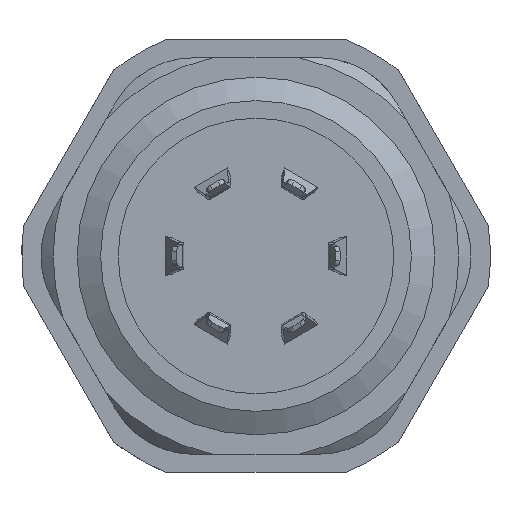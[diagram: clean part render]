
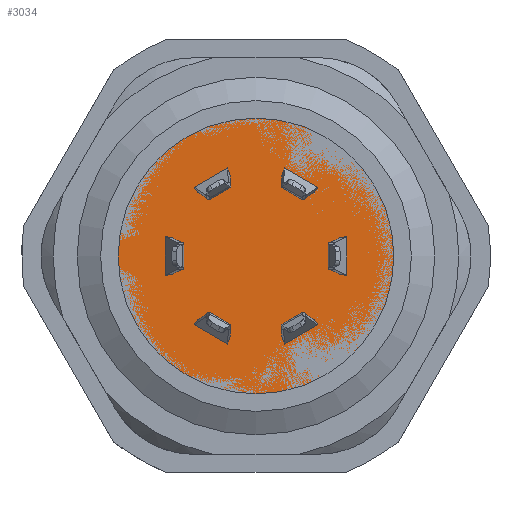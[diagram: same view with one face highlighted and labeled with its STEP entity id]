
A CAD part, front view. The second image highlights one B-rep face of the part: STEP entity #3034.
In plain terms, the highlighted planar face has unit normal (0, -1, 0).
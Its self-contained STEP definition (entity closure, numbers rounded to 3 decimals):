
#376=FACE_BOUND('',#1081,.T.);
#377=FACE_BOUND('',#1082,.T.);
#378=FACE_BOUND('',#1083,.T.);
#379=FACE_BOUND('',#1084,.T.);
#380=FACE_BOUND('',#1085,.T.);
#381=FACE_BOUND('',#1086,.T.);
#390=LINE('',#4316,#649);
#391=LINE('',#4318,#650);
#392=LINE('',#4320,#651);
#393=LINE('',#4321,#652);
#394=LINE('',#4324,#653);
#395=LINE('',#4326,#654);
#396=LINE('',#4328,#655);
#397=LINE('',#4329,#656);
#398=LINE('',#4332,#657);
#399=LINE('',#4334,#658);
#400=LINE('',#4336,#659);
#401=LINE('',#4337,#660);
#402=LINE('',#4340,#661);
#403=LINE('',#4342,#662);
#404=LINE('',#4344,#663);
#405=LINE('',#4345,#664);
#406=LINE('',#4348,#665);
#407=LINE('',#4350,#666);
#408=LINE('',#4352,#667);
#409=LINE('',#4353,#668);
#410=LINE('',#4356,#669);
#411=LINE('',#4358,#670);
#412=LINE('',#4360,#671);
#413=LINE('',#4361,#672);
#649=VECTOR('',#3508,10.);
#650=VECTOR('',#3509,10.);
#651=VECTOR('',#3510,10.);
#652=VECTOR('',#3511,10.);
#653=VECTOR('',#3512,10.);
#654=VECTOR('',#3513,10.);
#655=VECTOR('',#3514,10.);
#656=VECTOR('',#3515,10.);
#657=VECTOR('',#3516,10.);
#658=VECTOR('',#3517,10.);
#659=VECTOR('',#3518,10.);
#660=VECTOR('',#3519,10.);
#661=VECTOR('',#3520,10.);
#662=VECTOR('',#3521,10.);
#663=VECTOR('',#3522,10.);
#664=VECTOR('',#3523,10.);
#665=VECTOR('',#3524,10.);
#666=VECTOR('',#3525,10.);
#667=VECTOR('',#3526,10.);
#668=VECTOR('',#3527,10.);
#669=VECTOR('',#3528,10.);
#670=VECTOR('',#3529,10.);
#671=VECTOR('',#3530,10.);
#672=VECTOR('',#3531,10.);
#909=FACE_OUTER_BOUND('',#1080,.T.);
#1080=EDGE_LOOP('',(#2080));
#1081=EDGE_LOOP('',(#2081,#2082,#2083,#2084));
#1082=EDGE_LOOP('',(#2085,#2086,#2087,#2088));
#1083=EDGE_LOOP('',(#2089,#2090,#2091,#2092));
#1084=EDGE_LOOP('',(#2093,#2094,#2095,#2096));
#1085=EDGE_LOOP('',(#2097,#2098,#2099,#2100));
#1086=EDGE_LOOP('',(#2101,#2102,#2103,#2104));
#1265=CIRCLE('',#3227,7.65);
#1367=VERTEX_POINT('',#4312);
#1368=VERTEX_POINT('',#4314);
#1369=VERTEX_POINT('',#4315);
#1370=VERTEX_POINT('',#4317);
#1371=VERTEX_POINT('',#4319);
#1372=VERTEX_POINT('',#4322);
#1373=VERTEX_POINT('',#4323);
#1374=VERTEX_POINT('',#4325);
#1375=VERTEX_POINT('',#4327);
#1376=VERTEX_POINT('',#4330);
#1377=VERTEX_POINT('',#4331);
#1378=VERTEX_POINT('',#4333);
#1379=VERTEX_POINT('',#4335);
#1380=VERTEX_POINT('',#4338);
#1381=VERTEX_POINT('',#4339);
#1382=VERTEX_POINT('',#4341);
#1383=VERTEX_POINT('',#4343);
#1384=VERTEX_POINT('',#4346);
#1385=VERTEX_POINT('',#4347);
#1386=VERTEX_POINT('',#4349);
#1387=VERTEX_POINT('',#4351);
#1388=VERTEX_POINT('',#4354);
#1389=VERTEX_POINT('',#4355);
#1390=VERTEX_POINT('',#4357);
#1391=VERTEX_POINT('',#4359);
#1647=EDGE_CURVE('',#1367,#1367,#1265,.T.);
#1648=EDGE_CURVE('',#1368,#1369,#390,.T.);
#1649=EDGE_CURVE('',#1370,#1368,#391,.T.);
#1650=EDGE_CURVE('',#1371,#1370,#392,.T.);
#1651=EDGE_CURVE('',#1369,#1371,#393,.T.);
#1652=EDGE_CURVE('',#1372,#1373,#394,.T.);
#1653=EDGE_CURVE('',#1374,#1372,#395,.T.);
#1654=EDGE_CURVE('',#1375,#1374,#396,.T.);
#1655=EDGE_CURVE('',#1373,#1375,#397,.T.);
#1656=EDGE_CURVE('',#1376,#1377,#398,.T.);
#1657=EDGE_CURVE('',#1378,#1376,#399,.T.);
#1658=EDGE_CURVE('',#1379,#1378,#400,.T.);
#1659=EDGE_CURVE('',#1377,#1379,#401,.T.);
#1660=EDGE_CURVE('',#1380,#1381,#402,.T.);
#1661=EDGE_CURVE('',#1382,#1380,#403,.T.);
#1662=EDGE_CURVE('',#1383,#1382,#404,.T.);
#1663=EDGE_CURVE('',#1381,#1383,#405,.T.);
#1664=EDGE_CURVE('',#1384,#1385,#406,.T.);
#1665=EDGE_CURVE('',#1386,#1384,#407,.T.);
#1666=EDGE_CURVE('',#1387,#1386,#408,.T.);
#1667=EDGE_CURVE('',#1385,#1387,#409,.T.);
#1668=EDGE_CURVE('',#1388,#1389,#410,.T.);
#1669=EDGE_CURVE('',#1390,#1388,#411,.T.);
#1670=EDGE_CURVE('',#1391,#1390,#412,.T.);
#1671=EDGE_CURVE('',#1389,#1391,#413,.T.);
#2080=ORIENTED_EDGE('',*,*,#1647,.F.);
#2081=ORIENTED_EDGE('',*,*,#1648,.F.);
#2082=ORIENTED_EDGE('',*,*,#1649,.F.);
#2083=ORIENTED_EDGE('',*,*,#1650,.F.);
#2084=ORIENTED_EDGE('',*,*,#1651,.F.);
#2085=ORIENTED_EDGE('',*,*,#1652,.F.);
#2086=ORIENTED_EDGE('',*,*,#1653,.F.);
#2087=ORIENTED_EDGE('',*,*,#1654,.F.);
#2088=ORIENTED_EDGE('',*,*,#1655,.F.);
#2089=ORIENTED_EDGE('',*,*,#1656,.F.);
#2090=ORIENTED_EDGE('',*,*,#1657,.F.);
#2091=ORIENTED_EDGE('',*,*,#1658,.F.);
#2092=ORIENTED_EDGE('',*,*,#1659,.F.);
#2093=ORIENTED_EDGE('',*,*,#1660,.F.);
#2094=ORIENTED_EDGE('',*,*,#1661,.F.);
#2095=ORIENTED_EDGE('',*,*,#1662,.F.);
#2096=ORIENTED_EDGE('',*,*,#1663,.F.);
#2097=ORIENTED_EDGE('',*,*,#1664,.F.);
#2098=ORIENTED_EDGE('',*,*,#1665,.F.);
#2099=ORIENTED_EDGE('',*,*,#1666,.F.);
#2100=ORIENTED_EDGE('',*,*,#1667,.F.);
#2101=ORIENTED_EDGE('',*,*,#1668,.F.);
#2102=ORIENTED_EDGE('',*,*,#1669,.F.);
#2103=ORIENTED_EDGE('',*,*,#1670,.F.);
#2104=ORIENTED_EDGE('',*,*,#1671,.F.);
#2944=PLANE('',#3226);
#3034=ADVANCED_FACE('',(#909,#376,#377,#378,#379,#380,#381),#2944,.T.);
#3226=AXIS2_PLACEMENT_3D('',#4311,#3504,#3505);
#3227=AXIS2_PLACEMENT_3D('',#4313,#3506,#3507);
#3504=DIRECTION('center_axis',(0.,-1.,0.));
#3505=DIRECTION('ref_axis',(0.,0.,-1.));
#3506=DIRECTION('center_axis',(0.,1.,0.));
#3507=DIRECTION('ref_axis',(1.,0.,0.));
#3508=DIRECTION('',(-0.993,0.,-0.119));
#3509=DIRECTION('',(0.,0.,1.));
#3510=DIRECTION('',(0.993,0.,-0.119));
#3511=DIRECTION('',(0.,0.,-1.));
#3512=DIRECTION('',(-0.599,0.,0.801));
#3513=DIRECTION('',(0.866,0.,0.5));
#3514=DIRECTION('',(0.394,0.,-0.919));
#3515=DIRECTION('',(-0.866,0.,-0.5));
#3516=DIRECTION('',(0.394,0.,0.919));
#3517=DIRECTION('',(0.866,0.,-0.5));
#3518=DIRECTION('',(-0.599,0.,-0.801));
#3519=DIRECTION('',(-0.866,0.,0.5));
#3520=DIRECTION('',(0.993,0.,0.119));
#3521=DIRECTION('',(0.,0.,-1.));
#3522=DIRECTION('',(-0.993,0.,0.119));
#3523=DIRECTION('',(0.,0.,1.));
#3524=DIRECTION('',(0.599,0.,-0.801));
#3525=DIRECTION('',(-0.866,0.,-0.5));
#3526=DIRECTION('',(-0.394,0.,0.919));
#3527=DIRECTION('',(0.866,0.,0.5));
#3528=DIRECTION('',(-0.394,0.,-0.919));
#3529=DIRECTION('',(-0.866,0.,0.5));
#3530=DIRECTION('',(0.599,0.,0.801));
#3531=DIRECTION('',(0.866,0.,-0.5));
#4311=CARTESIAN_POINT('Origin',(0.,-4.5,
0.));
#4312=CARTESIAN_POINT('',(-7.65,-4.5,0.));
#4313=CARTESIAN_POINT('Origin',(0.,-4.5,
0.));
#4314=CARTESIAN_POINT('',(5.028,-4.5,1.069));
#4315=CARTESIAN_POINT('',(4.682,-4.5,1.028));
#4316=CARTESIAN_POINT('',(3.084,-4.5,0.837));
#4317=CARTESIAN_POINT('',(5.028,-4.5,-1.069));
#4318=CARTESIAN_POINT('',(5.028,-4.5,0.));
#4319=CARTESIAN_POINT('',(4.682,-4.5,-1.028));
#4320=CARTESIAN_POINT('',(1.783,-4.5,-0.682));
#4321=CARTESIAN_POINT('',(4.682,-4.5,0.));
#4322=CARTESIAN_POINT('',(3.44,-4.5,-3.82));
#4323=CARTESIAN_POINT('',(3.231,-4.5,-3.541));
#4324=CARTESIAN_POINT('',(2.267,-4.5,-2.252));
#4325=CARTESIAN_POINT('',(1.588,-4.5,-4.889));
#4326=CARTESIAN_POINT('',(2.514,-4.5,-4.355));
#4327=CARTESIAN_POINT('',(1.451,-4.5,-4.569));
#4328=CARTESIAN_POINT('',(0.301,-4.5,-1.885));
#4329=CARTESIAN_POINT('',(2.341,-4.5,-4.055));
#4330=CARTESIAN_POINT('',(-1.588,-4.5,-4.889));
#4331=CARTESIAN_POINT('',(-1.451,-4.5,-4.569));
#4332=CARTESIAN_POINT('',(-0.817,-4.5,-3.089));
#4333=CARTESIAN_POINT('',(-3.44,-4.5,-3.82));
#4334=CARTESIAN_POINT('',(-2.514,-4.5,-4.355));
#4335=CARTESIAN_POINT('',(-3.231,-4.5,-3.541));
#4336=CARTESIAN_POINT('',(-1.482,-4.5,-1.203));
#4337=CARTESIAN_POINT('',(-2.341,-4.5,-4.055));
#4338=CARTESIAN_POINT('',(-5.028,-4.5,-1.069));
#4339=CARTESIAN_POINT('',(-4.682,-4.5,-1.028));
#4340=CARTESIAN_POINT('',(-3.084,-4.5,-0.837));
#4341=CARTESIAN_POINT('',(-5.028,-4.5,1.069));
#4342=CARTESIAN_POINT('',(-5.028,-4.5,0.));
#4343=CARTESIAN_POINT('',(-4.682,-4.5,1.028));
#4344=CARTESIAN_POINT('',(-1.783,-4.5,0.682));
#4345=CARTESIAN_POINT('',(-4.682,-4.5,0.));
#4346=CARTESIAN_POINT('',(-3.44,-4.5,3.82));
#4347=CARTESIAN_POINT('',(-3.231,-4.5,3.541));
#4348=CARTESIAN_POINT('',(-2.267,-4.5,2.252));
#4349=CARTESIAN_POINT('',(-1.588,-4.5,4.889));
#4350=CARTESIAN_POINT('',(-2.514,-4.5,4.355));
#4351=CARTESIAN_POINT('',(-1.451,-4.5,4.569));
#4352=CARTESIAN_POINT('',(-0.301,-4.5,1.885));
#4353=CARTESIAN_POINT('',(-2.341,-4.5,4.055));
#4354=CARTESIAN_POINT('',(1.588,-4.5,4.889));
#4355=CARTESIAN_POINT('',(1.451,-4.5,4.569));
#4356=CARTESIAN_POINT('',(0.817,-4.5,3.089));
#4357=CARTESIAN_POINT('',(3.44,-4.5,3.82));
#4358=CARTESIAN_POINT('',(2.514,-4.5,4.355));
#4359=CARTESIAN_POINT('',(3.231,-4.5,3.541));
#4360=CARTESIAN_POINT('',(1.482,-4.5,1.203));
#4361=CARTESIAN_POINT('',(2.341,-4.5,4.055));
